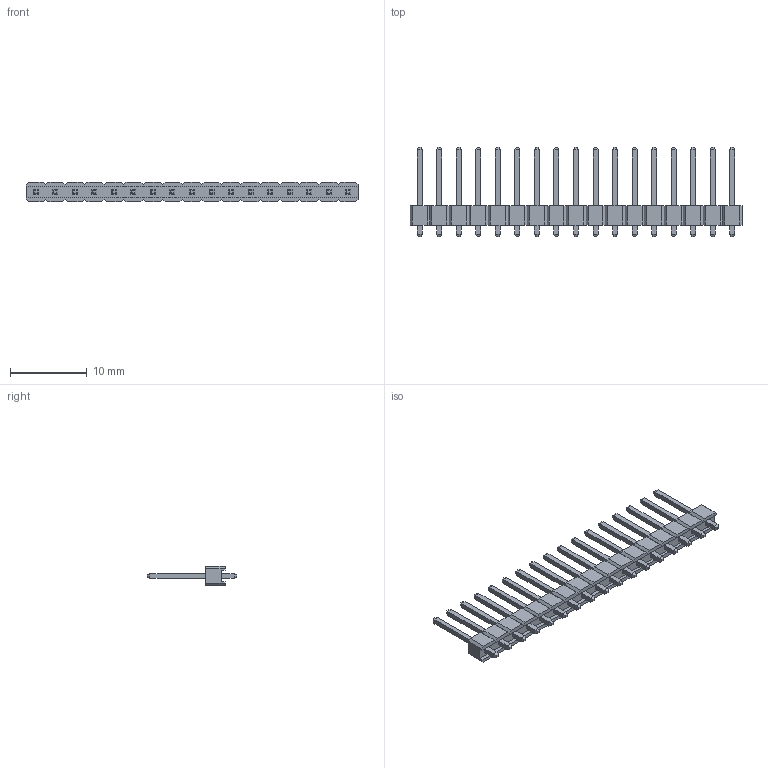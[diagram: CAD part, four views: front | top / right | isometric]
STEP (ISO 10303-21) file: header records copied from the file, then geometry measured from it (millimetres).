
FILE_DESCRIPTION (( 'STEP AP214' ), '1' );
FILE_NAME ('0_17_WA12081536205387.step', '2006-12-08T20:36:18', ( 'sysAdmin' ), ( 'SolidWorks' ), 'SwSTEP 2.0', 'SolidWorks 2007', '' );
FILE_SCHEMA (( 'AUTOMOTIVE_DESIGN' ));
Length unit declared in the file: millimetre
Products named in the file (1): 0_17_WA12081536205387
Bounding box: 43.18 x 11.6 x 2.54 mm (x, y, z)
Volume: 304 mm3; surface area: 903.8 mm2
Topology: 1 solids, 1 shells, 416 faces, 1004 edges, 624 vertices
Faces by surface type: plane 416
Entity records: 12913 total; most frequent: CARTESIAN_POINT 2045, ORIENTED_EDGE 2008, DIRECTION 1838, LINE 1004, VECTOR 1004, EDGE_CURVE 1004, VERTEX_POINT 624, EDGE_LOOP 450
